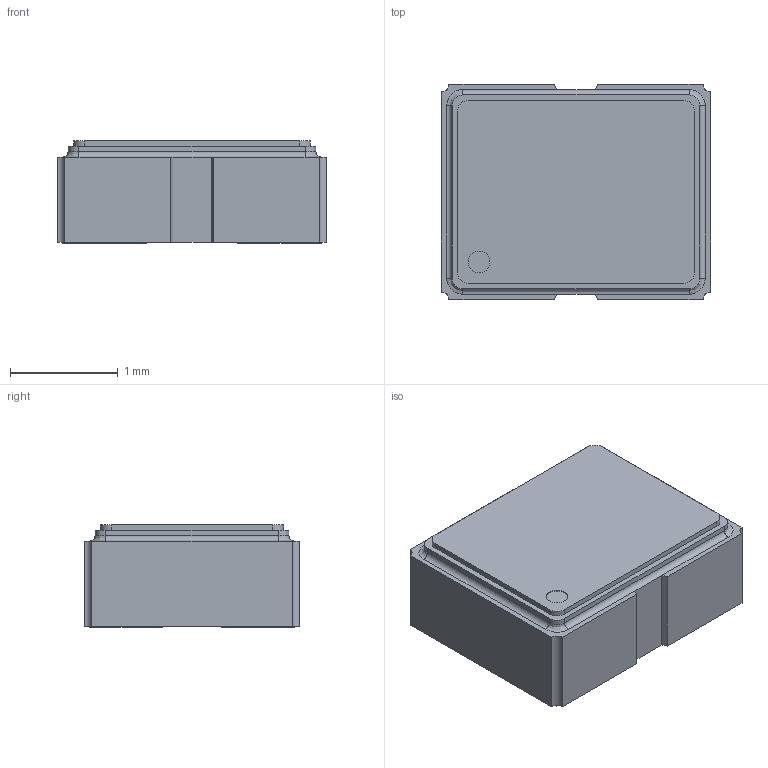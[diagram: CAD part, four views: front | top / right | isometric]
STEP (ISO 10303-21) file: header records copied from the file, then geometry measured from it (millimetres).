
FILE_DESCRIPTION (( 'STEP AP214' ), '1' );
FILE_NAME ('User Library-ASDK_series_ABRACON.STEP', '2020-05-08T19:50:45', ( '' ), ( '' ), 'SwSTEP 2.0', 'SolidWorks 2019', '' );
FILE_SCHEMA (( 'AUTOMOTIVE_DESIGN' ));
Length unit declared in the file: millimetre
Products named in the file (1): User Library-ASDK_series_ABRACON
Bounding box: 2.5 x 2 x 0.95 mm (x, y, z)
Volume: 4.5 mm3; surface area: 18.1 mm2
Topology: 1 solids, 1 shells, 69 faces, 171 edges, 110 vertices
Faces by surface type: plane 47, cylinder 18, bspline 4
Entity records: 2555 total; most frequent: CARTESIAN_POINT 431, ORIENTED_EDGE 342, DIRECTION 335, EDGE_CURVE 171, VECTOR 131, LINE 131, VERTEX_POINT 110, AXIS2_PLACEMENT_3D 102
